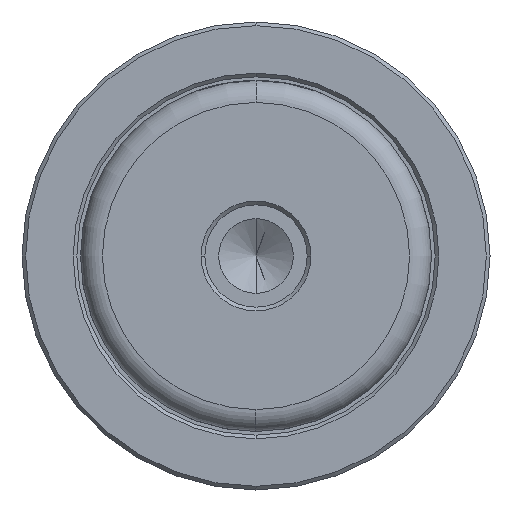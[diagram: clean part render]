
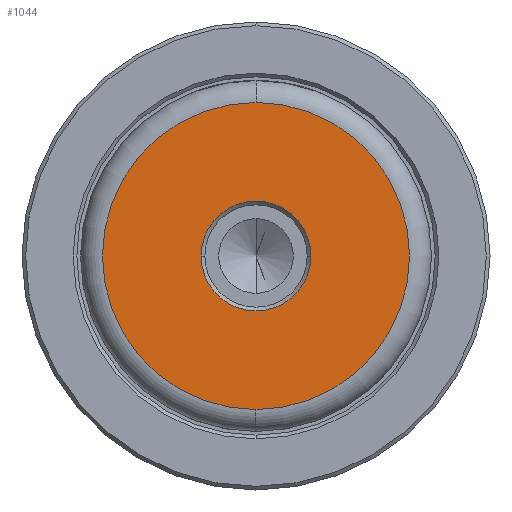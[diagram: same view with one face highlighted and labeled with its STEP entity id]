
A CAD part, left-side view. The second image highlights one B-rep face of the part: STEP entity #1044.
In plain terms, the highlighted planar face has unit normal (-1, 0, 0).
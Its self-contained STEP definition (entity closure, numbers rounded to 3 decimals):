
#12 = ORIENTED_EDGE ( 'NONE', *, *, #1355, .T. ) ;
#47 = EDGE_CURVE ( 'NONE', #1753, #2431, #2460, .T. ) ;
#229 = CARTESIAN_POINT ( 'NONE',  ( 0., 0., 0. ) ) ;
#248 = CARTESIAN_POINT ( 'NONE',  ( 0., 0., -20.997 ) ) ;
#365 = CARTESIAN_POINT ( 'NONE',  ( 0., -7.5, 0. ) ) ;
#415 = DIRECTION ( 'NONE',  ( 0., 0., 1. ) ) ;
#418 = CIRCLE ( 'NONE', #1727, 20.997 ) ;
#439 = VERTEX_POINT ( 'NONE', #248 ) ;
#458 = FACE_OUTER_BOUND ( 'NONE', #544, .T. ) ;
#476 = AXIS2_PLACEMENT_3D ( 'NONE', #1628, #479, #1817 ) ;
#479 = DIRECTION ( 'NONE',  ( 1., 0., 0. ) ) ;
#529 = CARTESIAN_POINT ( 'NONE',  ( 0., 0., 0. ) ) ;
#544 = EDGE_LOOP ( 'NONE', ( #2342, #12 ) ) ;
#593 = PLANE ( 'NONE',  #1906 ) ;
#724 = DIRECTION ( 'NONE',  ( 0., 0., 1. ) ) ;
#961 = FACE_BOUND ( 'NONE', #2246, .T. ) ;
#1044 = ADVANCED_FACE ( 'NONE', ( #961, #458 ), #593, .T. ) ;
#1046 = AXIS2_PLACEMENT_3D ( 'NONE', #529, #1870, #724 ) ;
#1078 = CARTESIAN_POINT ( 'NONE',  ( 0., 0., 0. ) ) ;
#1144 = CARTESIAN_POINT ( 'NONE',  ( 0., 0., 0. ) ) ;
#1177 = AXIS2_PLACEMENT_3D ( 'NONE', #1078, #2414, #1274 ) ;
#1274 = DIRECTION ( 'NONE',  ( 0., 0., 1. ) ) ;
#1334 = DIRECTION ( 'NONE',  ( 0., 0., 1. ) ) ;
#1355 = EDGE_CURVE ( 'NONE', #439, #1570, #418, .T. ) ;
#1437 = CARTESIAN_POINT ( 'NONE',  ( 0., 7.5, 0. ) ) ;
#1516 = EDGE_CURVE ( 'NONE', #1570, #439, #1583, .T. ) ;
#1531 = ORIENTED_EDGE ( 'NONE', *, *, #2426, .T. ) ;
#1560 = DIRECTION ( 'NONE',  ( -1., 0., 0. ) ) ;
#1570 = VERTEX_POINT ( 'NONE', #2034 ) ;
#1583 = CIRCLE ( 'NONE', #1177, 20.997 ) ;
#1628 = CARTESIAN_POINT ( 'NONE',  ( 0., 0., 0. ) ) ;
#1727 = AXIS2_PLACEMENT_3D ( 'NONE', #1144, #2473, #1334 ) ;
#1732 = ORIENTED_EDGE ( 'NONE', *, *, #47, .T. ) ;
#1753 = VERTEX_POINT ( 'NONE', #365 ) ;
#1817 = DIRECTION ( 'NONE',  ( 0., 0., 1. ) ) ;
#1870 = DIRECTION ( 'NONE',  ( 1., 0., 0. ) ) ;
#1906 = AXIS2_PLACEMENT_3D ( 'NONE', #229, #1560, #415 ) ;
#2034 = CARTESIAN_POINT ( 'NONE',  ( 0., 0., 20.997 ) ) ;
#2145 = CIRCLE ( 'NONE', #476, 7.5 ) ;
#2246 = EDGE_LOOP ( 'NONE', ( #1732, #1531 ) ) ;
#2342 = ORIENTED_EDGE ( 'NONE', *, *, #1516, .T. ) ;
#2414 = DIRECTION ( 'NONE',  ( -1., 0., 0. ) ) ;
#2426 = EDGE_CURVE ( 'NONE', #2431, #1753, #2145, .T. ) ;
#2431 = VERTEX_POINT ( 'NONE', #1437 ) ;
#2460 = CIRCLE ( 'NONE', #1046, 7.5 ) ;
#2473 = DIRECTION ( 'NONE',  ( -1., 0., 0. ) ) ;
